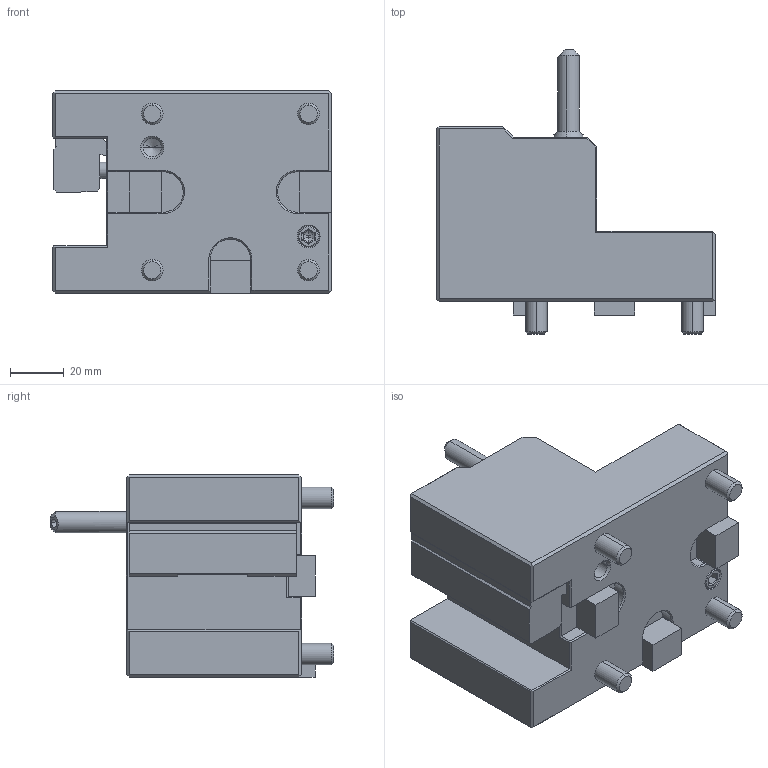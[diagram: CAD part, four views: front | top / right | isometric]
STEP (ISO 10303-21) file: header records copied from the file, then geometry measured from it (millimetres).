
FILE_DESCRIPTION((''),'2;1');
FILE_NAME('NGT_OD_45_20_65_DO','2023-05-15T',('vali'),('NOVA GRUP'),'PRO/ENGINEER BY PARAMETRIC TECHNOLOGY CORPORATION, 2010280','PRO/ENGINEER BY PARAMETRIC TECHNOLOGY CORPORATION, 2010280','');
FILE_SCHEMA(('CONFIG_CONTROL_DESIGN'));
Length unit declared in the file: millimetre
Products named in the file (1): NGT_OD_45_20_65_DO
Bounding box: 103.5 x 105.34 x 75 mm (x, y, z)
Volume: 338180.5 mm3; surface area: 42401.7 mm2
Topology: 1 solids, 1 shells, 207 faces, 513 edges, 310 vertices
Faces by surface type: plane 135, cylinder 38, cone 26, bspline 6, sphere 2
Entity records: 6551 total; most frequent: CARTESIAN_POINT 1694, ORIENTED_EDGE 1010, DIRECTION 947, EDGE_CURVE 505, VECTOR 393, LINE 393, VERTEX_POINT 310, AXIS2_PLACEMENT_3D 277
